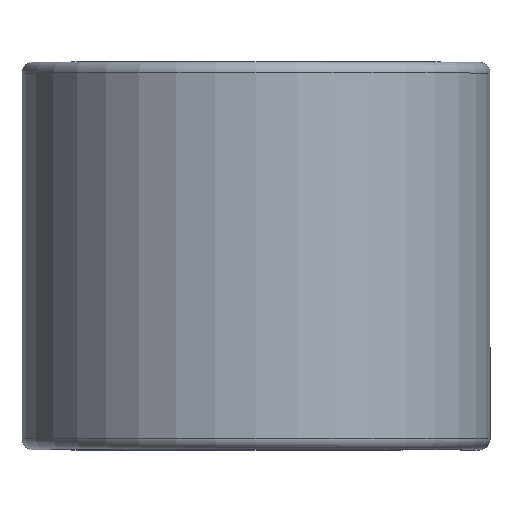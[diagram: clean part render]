
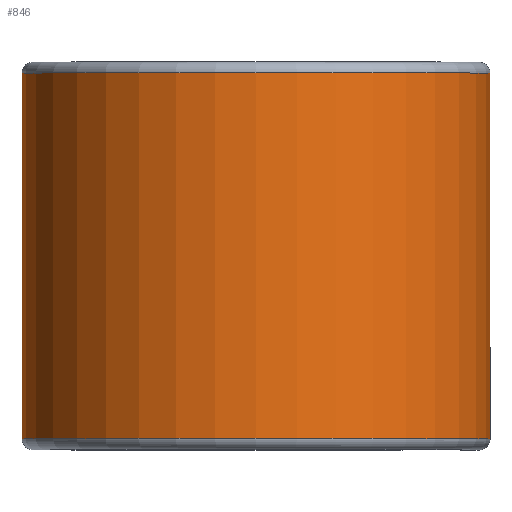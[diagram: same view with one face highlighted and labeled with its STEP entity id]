
A CAD part, top view. The second image highlights one B-rep face of the part: STEP entity #846.
In plain terms, the highlighted cylindrical face has radius 16.294 mm (diameter 32.588 mm), a partial arc.
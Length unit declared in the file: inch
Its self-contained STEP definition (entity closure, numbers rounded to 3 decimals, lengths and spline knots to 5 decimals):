
#90 = AXIS2_PLACEMENT_3D ( 'NONE', #727, #519, #110 ) ;
#97 = AXIS2_PLACEMENT_3D ( 'NONE', #2157, #2152, #2134 ) ;
#110 = DIRECTION ( 'NONE',  ( 0., 0., -1. ) ) ;
#224 = AXIS2_PLACEMENT_3D ( 'NONE', #305, #1730, #510 ) ;
#305 = CARTESIAN_POINT ( 'NONE',  ( 0., -0.50125, 0. ) ) ;
#510 = DIRECTION ( 'NONE',  ( 0., 0., -1. ) ) ;
#519 = DIRECTION ( 'NONE',  ( 0., -1., 0. ) ) ;
#727 = CARTESIAN_POINT ( 'NONE',  ( 0., 0.5, 0. ) ) ;
#791 = DIRECTION ( 'NONE',  ( 0., 1., 0. ) ) ;
#827 = CARTESIAN_POINT ( 'NONE',  ( 0., 0.50125, -0.6415 ) ) ;
#829 = EDGE_LOOP ( 'NONE', ( #1385, #1506, #928, #1559 ) ) ;
#846 = ADVANCED_FACE ( 'NONE', ( #1724 ), #1796, .T. ) ;
#870 = EDGE_CURVE ( 'NONE', #937, #1015, #1927, .T. ) ;
#877 = EDGE_CURVE ( 'NONE', #1015, #1540, #1110, .T. ) ;
#887 = CARTESIAN_POINT ( 'NONE',  ( 0.6415, 0.50125, 0. ) ) ;
#928 = ORIENTED_EDGE ( 'NONE', *, *, #1023, .F. ) ;
#937 = VERTEX_POINT ( 'NONE', #1912 ) ;
#1012 = CARTESIAN_POINT ( 'NONE',  ( 0., 0.50125, -0.6415 ) ) ;
#1015 = VERTEX_POINT ( 'NONE', #887 ) ;
#1023 = EDGE_CURVE ( 'NONE', #2360, #1540, #1030, .T. ) ;
#1030 = LINE ( 'NONE', #827, #1358 ) ;
#1047 = CARTESIAN_POINT ( 'NONE',  ( 0., -0.50125, -0.6415 ) ) ;
#1110 = CIRCLE ( 'NONE', #97, 0.6415 ) ;
#1352 = VECTOR ( 'NONE', #2308, 39.37008 ) ;
#1358 = VECTOR ( 'NONE', #791, 39.37008 ) ;
#1385 = ORIENTED_EDGE ( 'NONE', *, *, #870, .T. ) ;
#1506 = ORIENTED_EDGE ( 'NONE', *, *, #877, .T. ) ;
#1540 = VERTEX_POINT ( 'NONE', #1012 ) ;
#1559 = ORIENTED_EDGE ( 'NONE', *, *, #1930, .F. ) ;
#1724 = FACE_OUTER_BOUND ( 'NONE', #829, .T. ) ;
#1730 = DIRECTION ( 'NONE',  ( 0., -1., 0. ) ) ;
#1796 = CYLINDRICAL_SURFACE ( 'NONE', #90, 0.6415 ) ;
#1899 = CIRCLE ( 'NONE', #224, 0.6415 ) ;
#1912 = CARTESIAN_POINT ( 'NONE',  ( 0.6415, -0.50125, 0. ) ) ;
#1927 = LINE ( 'NONE', #2314, #1352 ) ;
#1930 = EDGE_CURVE ( 'NONE', #937, #2360, #1899, .T. ) ;
#2134 = DIRECTION ( 'NONE',  ( 0., 0., -1. ) ) ;
#2152 = DIRECTION ( 'NONE',  ( 0., -1., 0. ) ) ;
#2157 = CARTESIAN_POINT ( 'NONE',  ( 0., 0.50125, 0. ) ) ;
#2308 = DIRECTION ( 'NONE',  ( 0., 1., 0. ) ) ;
#2314 = CARTESIAN_POINT ( 'NONE',  ( 0.6415, 0.50125, 0. ) ) ;
#2360 = VERTEX_POINT ( 'NONE', #1047 ) ;
